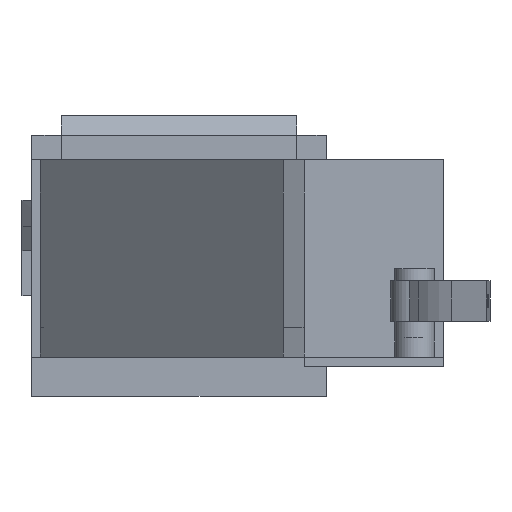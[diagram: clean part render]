
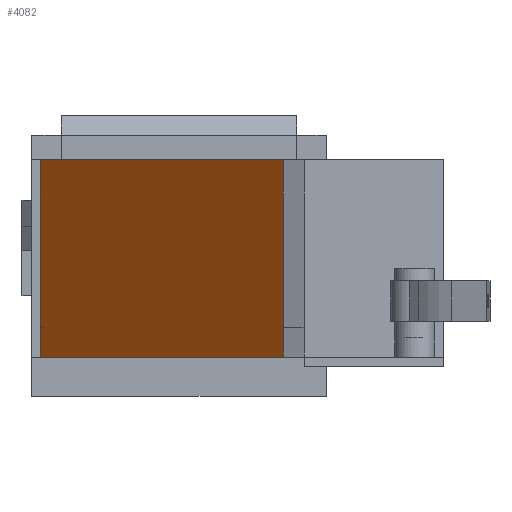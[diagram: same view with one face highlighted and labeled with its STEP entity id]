
A CAD part, front view. The second image highlights one B-rep face of the part: STEP entity #4082.
In plain terms, the highlighted planar face has unit normal (-0.707, -0.707, 0).
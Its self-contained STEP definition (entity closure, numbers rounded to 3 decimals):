
#250=PLANE('',#4357);
#420=FACE_OUTER_BOUND('',#653,.T.);
#653=EDGE_LOOP('',(#3036,#3037,#3038,#3039,#3040,#3041));
#950=LINE('',#5598,#1422);
#962=LINE('',#5621,#1434);
#965=LINE('',#5626,#1437);
#967=LINE('',#5630,#1439);
#981=LINE('',#5655,#1453);
#983=LINE('',#5658,#1455);
#1422=VECTOR('',#4685,10.);
#1434=VECTOR('',#4703,10.);
#1437=VECTOR('',#4710,10.);
#1439=VECTOR('',#4714,10.);
#1453=VECTOR('',#4738,10.);
#1455=VECTOR('',#4742,10.);
#1879=VERTEX_POINT('',#5594);
#1881=VERTEX_POINT('',#5597);
#1886=VERTEX_POINT('',#5613);
#1889=VERTEX_POINT('',#5619);
#1890=VERTEX_POINT('',#5629);
#1896=VERTEX_POINT('',#5653);
#2293=EDGE_CURVE('',#1879,#1881,#950,.T.);
#2305=EDGE_CURVE('',#1886,#1889,#962,.T.);
#2308=EDGE_CURVE('',#1881,#1889,#965,.T.);
#2310=EDGE_CURVE('',#1879,#1890,#967,.T.);
#2324=EDGE_CURVE('',#1890,#1896,#981,.T.);
#2326=EDGE_CURVE('',#1896,#1886,#983,.T.);
#3036=ORIENTED_EDGE('',*,*,#2326,.T.);
#3037=ORIENTED_EDGE('',*,*,#2305,.T.);
#3038=ORIENTED_EDGE('',*,*,#2308,.F.);
#3039=ORIENTED_EDGE('',*,*,#2293,.F.);
#3040=ORIENTED_EDGE('',*,*,#2310,.T.);
#3041=ORIENTED_EDGE('',*,*,#2324,.T.);
#4082=ADVANCED_FACE('',(#420),#250,.T.);
#4357=AXIS2_PLACEMENT_3D('',#5661,#4746,#4747);
#4685=DIRECTION('',(0.,0.,-1.));
#4703=DIRECTION('',(0.,0.,-1.));
#4710=DIRECTION('',(-0.707,0.707,0.));
#4714=DIRECTION('',(0.,0.,1.));
#4738=DIRECTION('',(-0.707,0.707,0.));
#4742=DIRECTION('',(0.,0.,-1.));
#4746=DIRECTION('center_axis',(-0.707,-0.707,0.));
#4747=DIRECTION('ref_axis',(0.,0.,1.));
#5594=CARTESIAN_POINT('',(25.627,-146.87,7.));
#5597=CARTESIAN_POINT('',(25.627,-146.87,4.));
#5598=CARTESIAN_POINT('',(25.627,-146.87,7.));
#5613=CARTESIAN_POINT('',(0.879,-122.121,7.));
#5619=CARTESIAN_POINT('',(0.879,-122.121,4.));
#5621=CARTESIAN_POINT('',(0.879,-122.121,7.));
#5626=CARTESIAN_POINT('',(0.879,-122.121,4.));
#5629=CARTESIAN_POINT('',(25.627,-146.87,24.1));
#5630=CARTESIAN_POINT('',(25.627,-146.87,7.));
#5653=CARTESIAN_POINT('',(0.879,-122.121,24.1));
#5655=CARTESIAN_POINT('',(25.627,-146.87,24.1));
#5658=CARTESIAN_POINT('',(0.879,-122.121,7.));
#5661=CARTESIAN_POINT('Origin',(13.253,-134.496,15.55));
